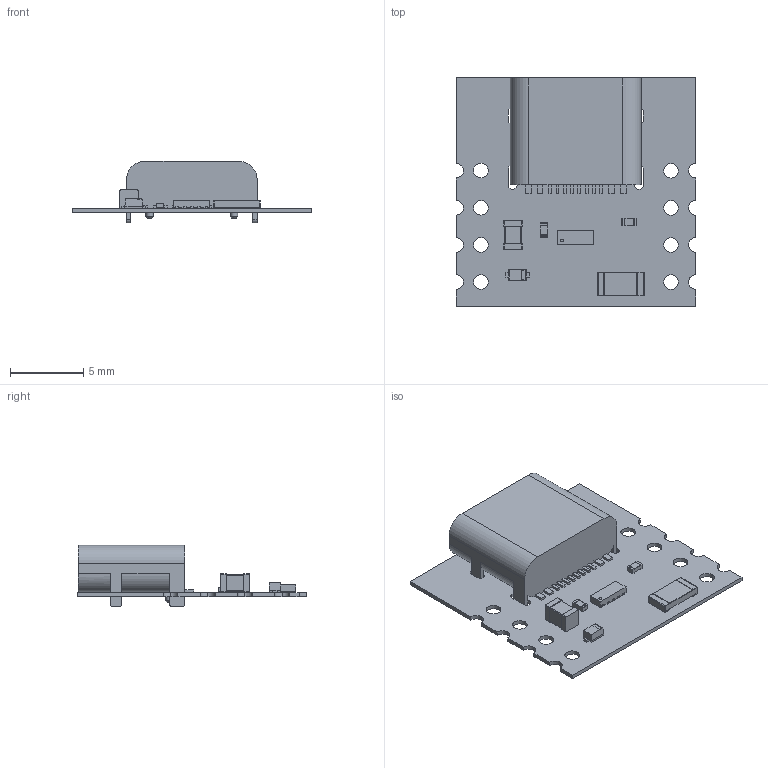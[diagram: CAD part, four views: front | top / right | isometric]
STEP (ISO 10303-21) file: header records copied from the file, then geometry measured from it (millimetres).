
FILE_DESCRIPTION(('KiCad electronic assembly'),'2;1');
FILE_NAME('Lil-CC.step','2023-05-15T22:41:20',('Pcbnew'),('Kicad'), 'Open CASCADE STEP processor 7.6','KiCad to STEP converter','Unknown' );
FILE_SCHEMA(('AUTOMOTIVE_DESIGN { 1 0 10303 214 1 1 1 1 }'));
Length unit declared in the file: millimetre
Products named in the file (14): Lil-CC 1; L_0805_2012Metric; SOLID; R_0402_1005Metric; Fuse_1206_3216Metric; USON-10_2.5x1.0mm_P0.5mm; HRO  TYPE-C-31-M-12; D_SOD-523; udb-s PCB
Assembly tree (14 placements, depth 3):
  Lil-CC 1
    L_0805_2012Metric
      SOLID
    R_0402_1005Metric  x2
      SOLID
    Fuse_1206_3216Metric
      SOLID
    USON-10_2.5x1.0mm_P0.5mm
      SOLID
    HRO  TYPE-C-31-M-12
      SOLID
    D_SOD-523
      SOLID
    udb-s PCB
Bounding box: 16.4 x 15.72 x 4.21 mm (x, y, z)
Volume: 174.5 mm3; surface area: 1008.6 mm2
Topology: 8 solids, 8 shells, 433 faces, 1183 edges, 774 vertices
Faces by surface type: plane 322, cylinder 91, cone 10, bspline 10
Full cylindrical faces by diameter (mm): 0.2 x1, 0.5 x2, 0.65 x2, 1 x8
Entity records: 29261 total; most frequent: CARTESIAN_POINT 5471, DIRECTION 4172, LINE 2913, VECTOR 2913, ORIENTED_EDGE 2230, PCURVE 2230, DEFINITIONAL_REPRESENTATION 2230, EDGE_CURVE 1115
